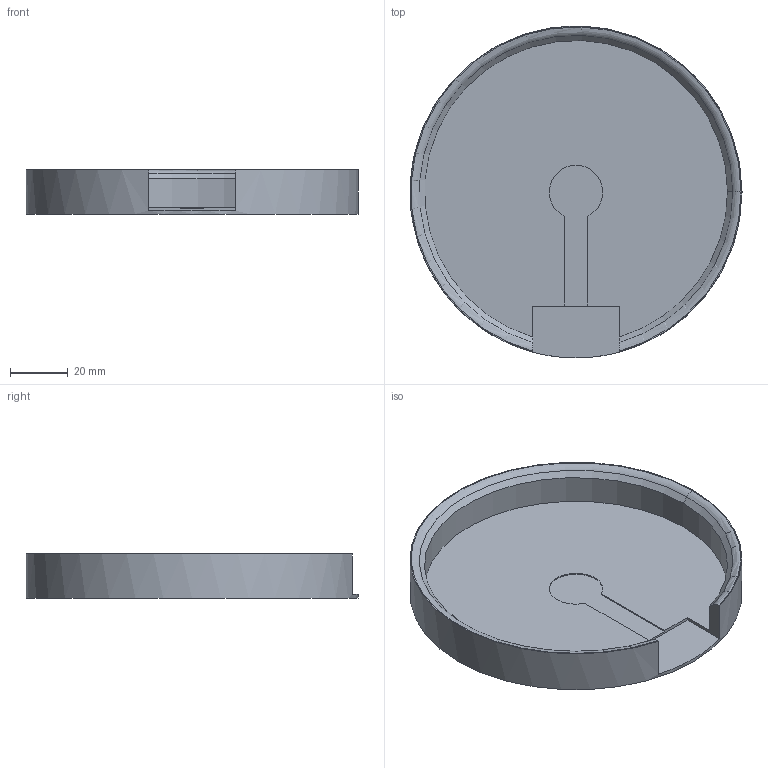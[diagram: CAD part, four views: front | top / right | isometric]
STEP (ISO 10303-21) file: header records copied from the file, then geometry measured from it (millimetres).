
FILE_DESCRIPTION(('FreeCAD Model'),'2;1');
FILE_NAME('Open CASCADE Shape Model','2025-04-16T12:14:55',(''),(''), 'Open CASCADE STEP processor 7.8','FreeCAD','Unknown');
FILE_SCHEMA(('AUTOMOTIVE_DESIGN { 1 0 10303 214 1 1 1 1 }'));
Length unit declared in the file: millimetre
Products named in the file (1): Fillet
Bounding box: 115 x 115 x 15.25 mm (x, y, z)
Volume: 41646.7 mm3; surface area: 29411.4 mm2
Topology: 1 solids, 1 shells, 17 faces, 46 edges, 31 vertices
Faces by surface type: plane 10, cylinder 3, torus 2, cone 2
Full cylindrical faces by diameter (mm): 115 x1
Entity records: 598 total; most frequent: CARTESIAN_POINT 129, DIRECTION 98, ORIENTED_EDGE 92, EDGE_CURVE 46, AXIS2_PLACEMENT_3D 36, VERTEX_POINT 31, LINE 26, VECTOR 26
